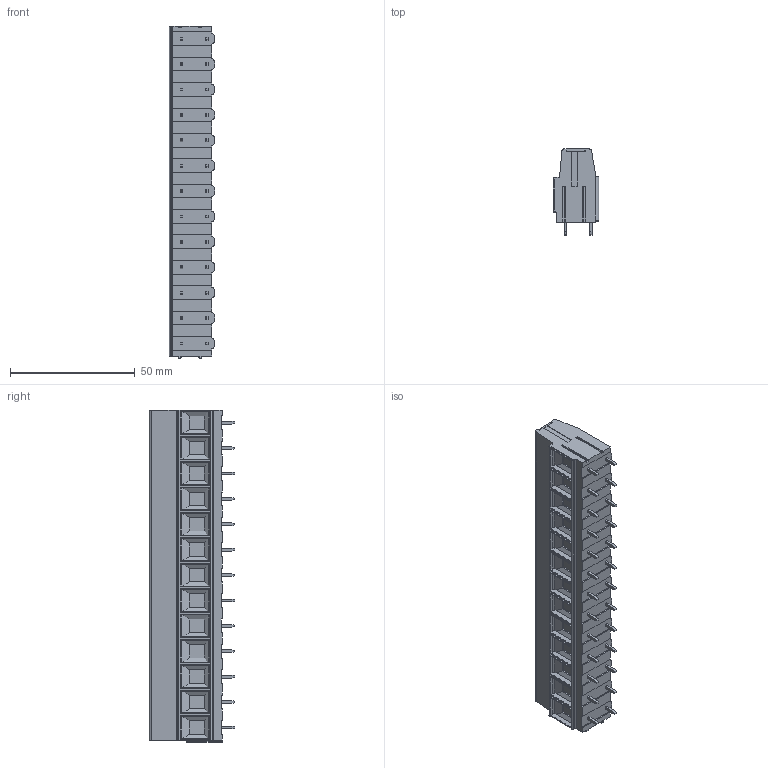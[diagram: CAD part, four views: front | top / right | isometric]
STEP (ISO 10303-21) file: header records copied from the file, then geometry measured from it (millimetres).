
FILE_DESCRIPTION((''),'2;1');
FILE_NAME('TL802','2024-12-06T',('yanfa'),(''),'PRO/ENGINEER BY PARAMETRIC TECHNOLOGY CORPORATION, 2009280','PRO/ENGINEER BY PARAMETRIC TECHNOLOGY CORPORATION, 2009280','');
FILE_SCHEMA(('AUTOMOTIVE_DESIGN_CC2 { 1 2 10303 214 -1 1 5 2 }'));
Length unit declared in the file: millimetre
Products named in the file (1): TL802
Bounding box: 18.4 x 34.3 x 132.83 mm (x, y, z)
Volume: 53233.5 mm3; surface area: 17927.5 mm2
Topology: 1 solids, 1 shells, 1143 faces, 2971 edges, 1920 vertices
Faces by surface type: plane 761, cylinder 304, cone 52, torus 26
Entity records: 35006 total; most frequent: CARTESIAN_POINT 6632, ORIENTED_EDGE 5942, DIRECTION 5761, EDGE_CURVE 2971, VECTOR 2207, LINE 2207, VERTEX_POINT 1920, AXIS2_PLACEMENT_3D 1777
